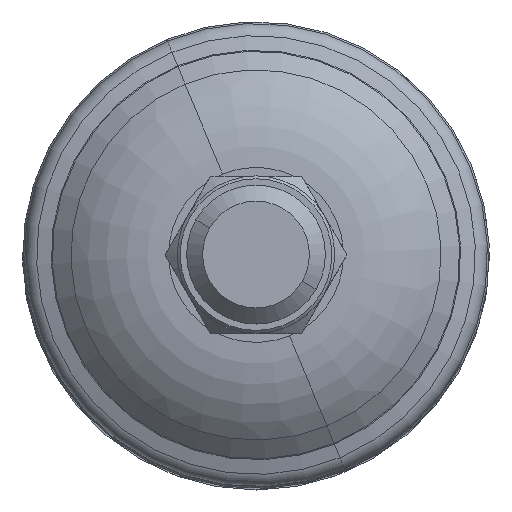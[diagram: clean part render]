
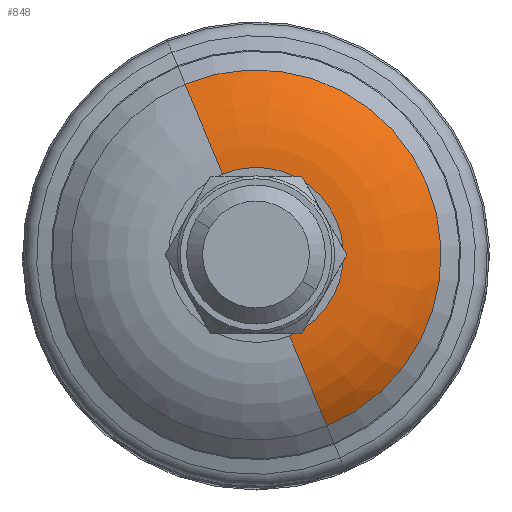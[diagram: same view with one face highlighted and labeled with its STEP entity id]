
A CAD part, top view. The second image highlights one B-rep face of the part: STEP entity #848.
In plain terms, the highlighted toroidal (fillet/blend) face has major radius 14.996 mm and minor radius 25 mm.
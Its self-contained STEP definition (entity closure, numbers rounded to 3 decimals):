
#128 = AXIS2_PLACEMENT_3D ( 'NONE', #2143, #3082, #432 ) ;
#203 = CARTESIAN_POINT ( 'NONE',  ( 5.744, -13.853, 151.7 ) ) ;
#269 = FACE_OUTER_BOUND ( 'NONE', #540, .T. ) ;
#289 = DIRECTION ( 'NONE',  ( -0.924, -0.383, 0. ) ) ;
#306 = CIRCLE ( 'NONE', #2507, 25. ) ;
#363 = CARTESIAN_POINT ( 'NONE',  ( -5.744, 13.853, 176.7 ) ) ;
#432 = DIRECTION ( 'NONE',  ( 0.383, -0.924, 0. ) ) ;
#540 = EDGE_LOOP ( 'NONE', ( #2447, #2646, #1789, #2085 ) ) ;
#560 = TOROIDAL_SURFACE ( 'NONE', #3435, 14.996, 25. ) ;
#602 = VERTEX_POINT ( 'NONE', #363 ) ;
#735 = AXIS2_PLACEMENT_3D ( 'NONE', #1292, #3322, #3047 ) ;
#808 = DIRECTION ( 'NONE',  ( -0.383, 0.924, 0. ) ) ;
#848 = ADVANCED_FACE ( 'NONE', ( #269 ), #560, .T. ) ;
#1292 = CARTESIAN_POINT ( 'NONE',  ( 0., 0., 176.7 ) ) ;
#1357 = CIRCLE ( 'NONE', #1429, 25. ) ;
#1369 = VERTEX_POINT ( 'NONE', #3163 ) ;
#1429 = AXIS2_PLACEMENT_3D ( 'NONE', #3786, #289, #3175 ) ;
#1466 = DIRECTION ( 'NONE',  ( 0., 0., -1. ) ) ;
#1789 = ORIENTED_EDGE ( 'NONE', *, *, #1928, .T. ) ;
#1928 = EDGE_CURVE ( 'NONE', #3380, #1369, #306, .T. ) ;
#1953 = DIRECTION ( 'NONE',  ( 0.924, 0.383, 0. ) ) ;
#2085 = ORIENTED_EDGE ( 'NONE', *, *, #3079, .F. ) ;
#2143 = CARTESIAN_POINT ( 'NONE',  ( 0., 0., 170.279 ) ) ;
#2150 = CIRCLE ( 'NONE', #128, 31.725 ) ;
#2210 = CIRCLE ( 'NONE', #735, 14.996 ) ;
#2447 = ORIENTED_EDGE ( 'NONE', *, *, #2907, .F. ) ;
#2507 = AXIS2_PLACEMENT_3D ( 'NONE', #203, #1953, #808 ) ;
#2646 = ORIENTED_EDGE ( 'NONE', *, *, #3152, .T. ) ;
#2650 = CARTESIAN_POINT ( 'NONE',  ( 0., 0., 151.7 ) ) ;
#2684 = CARTESIAN_POINT ( 'NONE',  ( 5.744, -13.853, 176.7 ) ) ;
#2881 = DIRECTION ( 'NONE',  ( 0.383, -0.924, 0. ) ) ;
#2907 = EDGE_CURVE ( 'NONE', #602, #3190, #1357, .T. ) ;
#3047 = DIRECTION ( 'NONE',  ( 0.383, -0.924, 0. ) ) ;
#3079 = EDGE_CURVE ( 'NONE', #3190, #1369, #2150, .T. ) ;
#3082 = DIRECTION ( 'NONE',  ( 0., 0., -1. ) ) ;
#3152 = EDGE_CURVE ( 'NONE', #602, #3380, #2210, .T. ) ;
#3163 = CARTESIAN_POINT ( 'NONE',  ( 12.152, -29.305, 170.279 ) ) ;
#3175 = DIRECTION ( 'NONE',  ( 0.383, -0.924, 0. ) ) ;
#3190 = VERTEX_POINT ( 'NONE', #3437 ) ;
#3322 = DIRECTION ( 'NONE',  ( 0., 0., -1. ) ) ;
#3380 = VERTEX_POINT ( 'NONE', #2684 ) ;
#3435 = AXIS2_PLACEMENT_3D ( 'NONE', #2650, #1466, #2881 ) ;
#3437 = CARTESIAN_POINT ( 'NONE',  ( -12.152, 29.305, 170.279 ) ) ;
#3786 = CARTESIAN_POINT ( 'NONE',  ( -5.744, 13.853, 151.7 ) ) ;
